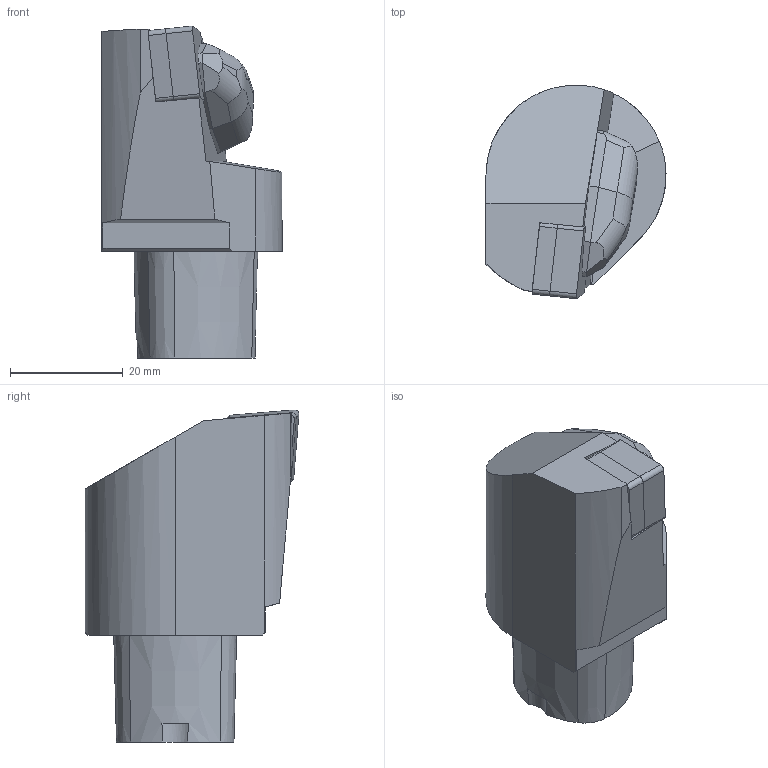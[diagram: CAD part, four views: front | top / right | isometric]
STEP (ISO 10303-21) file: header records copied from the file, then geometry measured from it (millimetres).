
FILE_DESCRIPTION(/* description */ (''),/* implementation_level */ '2;1');
FILE_NAME(/* name */ '10011019030_00__specification_10011019030_00_1_.stp',/* time_stamp */ '2017-08-02T13:00:57+02:00',/* author */ (''),/* organization */ (''),/* preprocessor_version */ 'ST-DEVELOPER v15',/* originating_system */ 'SIEMENS PLM Software NX 9.0',/* authorisation */ '');
FILE_SCHEMA (('AUTOMOTIVE_DESIGN { 1 0 10303 214 3 1 1 1 }'));
Length unit declared in the file: millimetre
Products named in the file (1): reic089062A21lel
Bounding box: 32 x 38 x 59 mm (x, y, z)
Volume: 34668.1 mm3; surface area: 8146.7 mm2
Topology: 3 solids, 3 shells, 81 faces, 214 edges, 140 vertices
Faces by surface type: plane 51, cylinder 22, cone 6, extrusion 2
Entity records: 2572 total; most frequent: CARTESIAN_POINT 481, ORIENTED_EDGE 428, DIRECTION 427, EDGE_CURVE 214, VECTOR 143, AXIS2_PLACEMENT_3D 142, LINE 141, VERTEX_POINT 140
